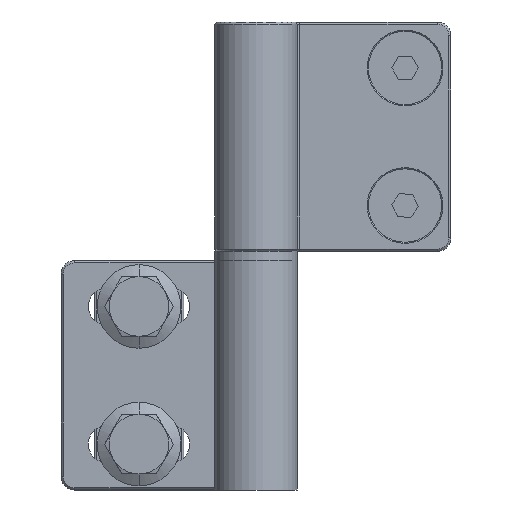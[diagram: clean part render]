
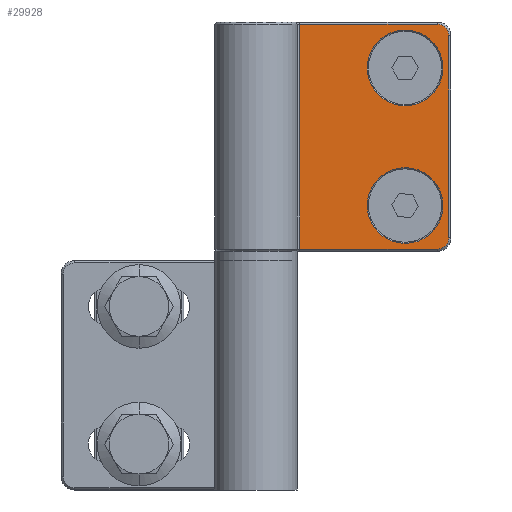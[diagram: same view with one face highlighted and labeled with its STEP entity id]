
A CAD part, front view. The second image highlights one B-rep face of the part: STEP entity #29928.
In plain terms, the highlighted planar face has unit normal (0, -1, 0).
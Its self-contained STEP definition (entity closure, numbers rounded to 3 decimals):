
#51 = ORIENTED_EDGE ( 'NONE', *, *, #18955, .F. ) ;
#863 = VERTEX_POINT ( 'NONE', #13874 ) ;
#1040 = PLANE ( 'NONE',  #24661 ) ;
#1128 = DIRECTION ( 'NONE',  ( 0., 0., -1. ) ) ;
#1461 = DIRECTION ( 'NONE',  ( 0., 0., 1. ) ) ;
#1485 = CARTESIAN_POINT ( 'NONE',  ( 42., 4., 4. ) ) ;
#1844 = VECTOR ( 'NONE', #1461, 1000. ) ;
#2112 = CARTESIAN_POINT ( 'NONE',  ( 32.5, 4., 2.75 ) ) ;
#2607 = CARTESIAN_POINT ( 'NONE',  ( 9.5, 4., 1.5 ) ) ;
#3448 = DIRECTION ( 'NONE',  ( 0., 0., 1. ) ) ;
#3704 = CARTESIAN_POINT ( 'NONE',  ( 9.5, 4., 1. ) ) ;
#4222 = CARTESIAN_POINT ( 'NONE',  ( 42., 4., 0. ) ) ;
#4822 = LINE ( 'NONE', #4222, #1844 ) ;
#5383 = LINE ( 'NONE', #12608, #21430 ) ;
#5622 = CARTESIAN_POINT ( 'NONE',  ( 32.5, 4., 32.75 ) ) ;
#6004 = VERTEX_POINT ( 'NONE', #26085 ) ;
#6483 = DIRECTION ( 'NONE',  ( 0., 0., 1. ) ) ;
#6665 = DIRECTION ( 'NONE',  ( 0., 1., 0. ) ) ;
#7447 = DIRECTION ( 'NONE',  ( 0., 0., 1. ) ) ;
#7609 = DIRECTION ( 'NONE',  ( 0., 0., -1. ) ) ;
#7663 = CIRCLE ( 'NONE', #16359, 2.5 ) ;
#8358 = CIRCLE ( 'NONE', #16472, 2.5 ) ;
#8512 = VERTEX_POINT ( 'NONE', #1485 ) ;
#8935 = VERTEX_POINT ( 'NONE', #25182 ) ;
#9238 = VERTEX_POINT ( 'NONE', #20449 ) ;
#9257 = EDGE_CURVE ( 'NONE', #34403, #32441, #33219, .T. ) ;
#10401 = DIRECTION ( 'NONE',  ( 0., 1., 0. ) ) ;
#10660 = ORIENTED_EDGE ( 'NONE', *, *, #32601, .F. ) ;
#10921 = EDGE_CURVE ( 'NONE', #6004, #27201, #20109, .T. ) ;
#11155 = AXIS2_PLACEMENT_3D ( 'NONE', #20710, #6665, #1128 ) ;
#11256 = VECTOR ( 'NONE', #6483, 1000. ) ;
#11673 = EDGE_CURVE ( 'NONE', #27201, #6004, #15695, .T. ) ;
#12119 = LINE ( 'NONE', #3704, #11256 ) ;
#12268 = CARTESIAN_POINT ( 'NONE',  ( 42.5, 4., 50.5 ) ) ;
#12608 = CARTESIAN_POINT ( 'NONE',  ( 0., 4., 1.5 ) ) ;
#12753 = DIRECTION ( 'NONE',  ( 0., 1., 0. ) ) ;
#12803 = DIRECTION ( 'NONE',  ( 0., 1., 0. ) ) ;
#12978 = EDGE_CURVE ( 'NONE', #25285, #9238, #12119, .T. ) ;
#12987 = CARTESIAN_POINT ( 'NONE',  ( 39.5, 4., 4. ) ) ;
#13007 = DIRECTION ( 'NONE',  ( 0., 0., -1. ) ) ;
#13071 = CARTESIAN_POINT ( 'NONE',  ( 42., 4., 48. ) ) ;
#13278 = ORIENTED_EDGE ( 'NONE', *, *, #12978, .F. ) ;
#13662 = LINE ( 'NONE', #12268, #24567 ) ;
#13828 = EDGE_LOOP ( 'NONE', ( #31081, #18741 ) ) ;
#13874 = CARTESIAN_POINT ( 'NONE',  ( 39.5, 4., 50.5 ) ) ;
#14679 = DIRECTION ( 'NONE',  ( -1., 0., 0. ) ) ;
#15430 = CIRCLE ( 'NONE', #27451, 8.25 ) ;
#15695 = CIRCLE ( 'NONE', #27650, 8.25 ) ;
#15825 = CARTESIAN_POINT ( 'NONE',  ( 32.5, 4., 41. ) ) ;
#16359 = AXIS2_PLACEMENT_3D ( 'NONE', #21261, #12753, #28989 ) ;
#16472 = AXIS2_PLACEMENT_3D ( 'NONE', #12987, #20886, #7447 ) ;
#16772 = FACE_OUTER_BOUND ( 'NONE', #31476, .T. ) ;
#17588 = DIRECTION ( 'NONE',  ( -1., 0., 0. ) ) ;
#18466 = EDGE_LOOP ( 'NONE', ( #27761, #19079 ) ) ;
#18741 = ORIENTED_EDGE ( 'NONE', *, *, #9257, .T. ) ;
#18747 = CARTESIAN_POINT ( 'NONE',  ( 32.5, 4., 41. ) ) ;
#18835 = DIRECTION ( 'NONE',  ( 0., 1., 0. ) ) ;
#18955 = EDGE_CURVE ( 'NONE', #8512, #8935, #8358, .T. ) ;
#19079 = ORIENTED_EDGE ( 'NONE', *, *, #10921, .T. ) ;
#20012 = DIRECTION ( 'NONE',  ( 0., 1., 0. ) ) ;
#20101 = EDGE_CURVE ( 'NONE', #8512, #24052, #4822, .T. ) ;
#20109 = CIRCLE ( 'NONE', #11155, 8.25 ) ;
#20304 = ORIENTED_EDGE ( 'NONE', *, *, #22826, .T. ) ;
#20380 = CARTESIAN_POINT ( 'NONE',  ( 42.5, 4., 1. ) ) ;
#20449 = CARTESIAN_POINT ( 'NONE',  ( 9.5, 4., 50.5 ) ) ;
#20710 = CARTESIAN_POINT ( 'NONE',  ( 32.5, 4., 11. ) ) ;
#20886 = DIRECTION ( 'NONE',  ( 0., 1., 0. ) ) ;
#21261 = CARTESIAN_POINT ( 'NONE',  ( 39.5, 4., 48. ) ) ;
#21430 = VECTOR ( 'NONE', #17588, 1000. ) ;
#22776 = ORIENTED_EDGE ( 'NONE', *, *, #35770, .F. ) ;
#22826 = EDGE_CURVE ( 'NONE', #863, #9238, #13662, .T. ) ;
#23061 = CARTESIAN_POINT ( 'NONE',  ( 32.5, 4., 49.25 ) ) ;
#24052 = VERTEX_POINT ( 'NONE', #13071 ) ;
#24440 = CARTESIAN_POINT ( 'NONE',  ( 32.5, 4., 11. ) ) ;
#24567 = VECTOR ( 'NONE', #14679, 1000. ) ;
#24661 = AXIS2_PLACEMENT_3D ( 'NONE', #20380, #20012, #3448 ) ;
#25182 = CARTESIAN_POINT ( 'NONE',  ( 39.5, 4., 1.5 ) ) ;
#25217 = ORIENTED_EDGE ( 'NONE', *, *, #20101, .T. ) ;
#25285 = VERTEX_POINT ( 'NONE', #2607 ) ;
#26085 = CARTESIAN_POINT ( 'NONE',  ( 32.5, 4., 19.25 ) ) ;
#26261 = DIRECTION ( 'NONE',  ( 0., 0., -1. ) ) ;
#26317 = FACE_BOUND ( 'NONE', #13828, .T. ) ;
#27201 = VERTEX_POINT ( 'NONE', #2112 ) ;
#27451 = AXIS2_PLACEMENT_3D ( 'NONE', #15825, #12803, #7609 ) ;
#27650 = AXIS2_PLACEMENT_3D ( 'NONE', #24440, #18835, #13007 ) ;
#27761 = ORIENTED_EDGE ( 'NONE', *, *, #11673, .T. ) ;
#28989 = DIRECTION ( 'NONE',  ( 0., 0., 1. ) ) ;
#29928 = ADVANCED_FACE ( 'NONE', ( #26317, #31519, #16772 ), #1040, .F. ) ;
#31081 = ORIENTED_EDGE ( 'NONE', *, *, #35243, .T. ) ;
#31476 = EDGE_LOOP ( 'NONE', ( #10660, #51, #25217, #22776, #20304, #13278 ) ) ;
#31519 = FACE_BOUND ( 'NONE', #18466, .T. ) ;
#32441 = VERTEX_POINT ( 'NONE', #5622 ) ;
#32465 = AXIS2_PLACEMENT_3D ( 'NONE', #18747, #10401, #26261 ) ;
#32601 = EDGE_CURVE ( 'NONE', #8935, #25285, #5383, .T. ) ;
#33219 = CIRCLE ( 'NONE', #32465, 8.25 ) ;
#34403 = VERTEX_POINT ( 'NONE', #23061 ) ;
#35243 = EDGE_CURVE ( 'NONE', #32441, #34403, #15430, .T. ) ;
#35770 = EDGE_CURVE ( 'NONE', #863, #24052, #7663, .T. ) ;
